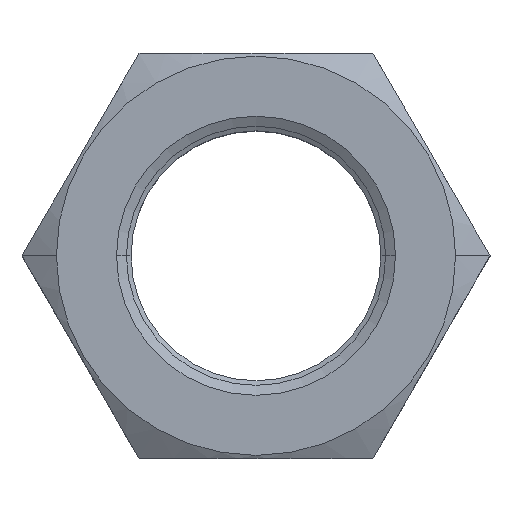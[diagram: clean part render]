
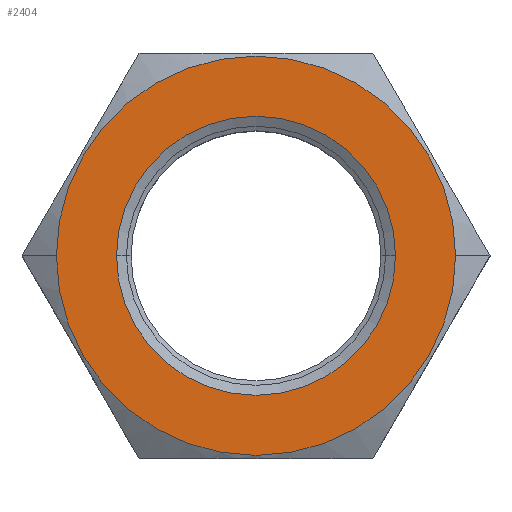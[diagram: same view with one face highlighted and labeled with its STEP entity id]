
A CAD part, top view. The second image highlights one B-rep face of the part: STEP entity #2404.
In plain terms, the highlighted planar face has unit normal (0, 0, 1).
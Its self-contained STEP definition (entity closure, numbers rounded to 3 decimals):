
#8 = CIRCLE ( 'NONE', #2527, 24.625 ) ;
#56 = AXIS2_PLACEMENT_3D ( 'NONE', #1513, #1237, #1225 ) ;
#58 = CIRCLE ( 'NONE', #2069, 24.625 ) ;
#197 = DIRECTION ( 'NONE',  ( 1., 0., 0. ) ) ;
#420 = AXIS2_PLACEMENT_3D ( 'NONE', #663, #641, #621 ) ;
#459 = EDGE_CURVE ( 'NONE', #1310, #698, #8, .T. ) ;
#621 = DIRECTION ( 'NONE',  ( 1., 0., 0. ) ) ;
#641 = DIRECTION ( 'NONE',  ( 0., 0., -1. ) ) ;
#663 = CARTESIAN_POINT ( 'NONE',  ( 0., 0., 0. ) ) ;
#698 = VERTEX_POINT ( 'NONE', #735 ) ;
#735 = CARTESIAN_POINT ( 'NONE',  ( -24.625, 0., 0. ) ) ;
#950 = EDGE_CURVE ( 'NONE', #698, #1310, #58, .T. ) ;
#1007 = CIRCLE ( 'NONE', #2023, 17.211 ) ;
#1225 = DIRECTION ( 'NONE',  ( 1., 0., 0. ) ) ;
#1237 = DIRECTION ( 'NONE',  ( 0., 0., 1. ) ) ;
#1310 = VERTEX_POINT ( 'NONE', #2044 ) ;
#1367 = DIRECTION ( 'NONE',  ( 0., 0., -1. ) ) ;
#1375 = DIRECTION ( 'NONE',  ( 0., 0., -1. ) ) ;
#1389 = CARTESIAN_POINT ( 'NONE',  ( 0., 0., 0. ) ) ;
#1409 = PLANE ( 'NONE',  #56 ) ;
#1513 = CARTESIAN_POINT ( 'NONE',  ( 14.434, -25., 0. ) ) ;
#1686 = EDGE_LOOP ( 'NONE', ( #3540, #2803 ) ) ;
#2023 = AXIS2_PLACEMENT_3D ( 'NONE', #1389, #1367, #197 ) ;
#2044 = CARTESIAN_POINT ( 'NONE',  ( 24.625, 0., 0. ) ) ;
#2069 = AXIS2_PLACEMENT_3D ( 'NONE', #3510, #1375, #2876 ) ;
#2184 = EDGE_LOOP ( 'NONE', ( #2330, #2503 ) ) ;
#2201 = CIRCLE ( 'NONE', #420, 17.211 ) ;
#2330 = ORIENTED_EDGE ( 'NONE', *, *, #2435, .T. ) ;
#2377 = CARTESIAN_POINT ( 'NONE',  ( 17.211, 0., 0. ) ) ;
#2404 = ADVANCED_FACE ( 'NONE', ( #2881, #3658 ), #1409, .T. ) ;
#2432 = CARTESIAN_POINT ( 'NONE',  ( -17.211, 0., 0. ) ) ;
#2435 = EDGE_CURVE ( 'NONE', #3301, #3650, #2201, .T. ) ;
#2503 = ORIENTED_EDGE ( 'NONE', *, *, #2941, .T. ) ;
#2527 = AXIS2_PLACEMENT_3D ( 'NONE', #3534, #3643, #3670 ) ;
#2803 = ORIENTED_EDGE ( 'NONE', *, *, #459, .F. ) ;
#2876 = DIRECTION ( 'NONE',  ( -1., 0., 0. ) ) ;
#2881 = FACE_BOUND ( 'NONE', #2184, .T. ) ;
#2941 = EDGE_CURVE ( 'NONE', #3650, #3301, #1007, .T. ) ;
#3301 = VERTEX_POINT ( 'NONE', #2377 ) ;
#3510 = CARTESIAN_POINT ( 'NONE',  ( 0., 0., 0. ) ) ;
#3534 = CARTESIAN_POINT ( 'NONE',  ( 0., 0., 0. ) ) ;
#3540 = ORIENTED_EDGE ( 'NONE', *, *, #950, .F. ) ;
#3643 = DIRECTION ( 'NONE',  ( 0., 0., -1. ) ) ;
#3650 = VERTEX_POINT ( 'NONE', #2432 ) ;
#3658 = FACE_OUTER_BOUND ( 'NONE', #1686, .T. ) ;
#3670 = DIRECTION ( 'NONE',  ( -1., 0., 0. ) ) ;
